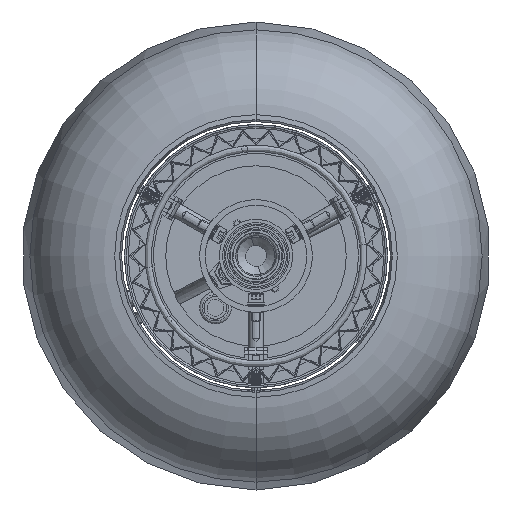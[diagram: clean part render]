
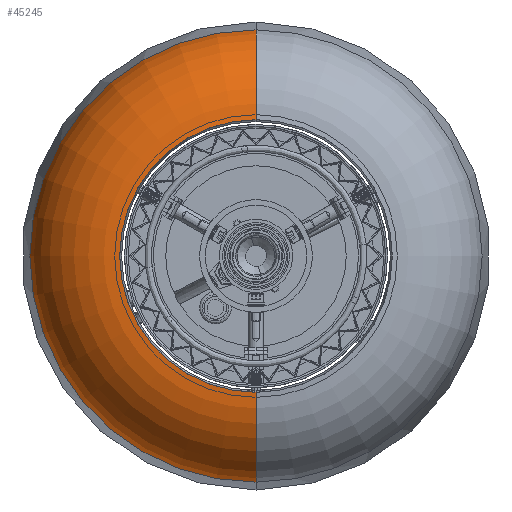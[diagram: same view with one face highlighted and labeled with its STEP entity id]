
A CAD part, front view. The second image highlights one B-rep face of the part: STEP entity #45245.
In plain terms, the highlighted toroidal (fillet/blend) face has major radius 70.976 mm and minor radius 50 mm.
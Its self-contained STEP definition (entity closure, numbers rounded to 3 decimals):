
#1791 = CIRCLE ( 'NONE', #12893, 50. ) ;
#2981 = ORIENTED_EDGE ( 'NONE', *, *, #11165, .F. ) ;
#3118 = DIRECTION ( 'NONE',  ( 0., 0., 1. ) ) ;
#3531 = FACE_OUTER_BOUND ( 'NONE', #37018, .T. ) ;
#4818 = ORIENTED_EDGE ( 'NONE', *, *, #11402, .F. ) ;
#4893 = VERTEX_POINT ( 'NONE', #33327 ) ;
#5598 = CARTESIAN_POINT ( 'NONE',  ( 0., -170.023, -70.976 ) ) ;
#7628 = ORIENTED_EDGE ( 'NONE', *, *, #38485, .T. ) ;
#7956 = DIRECTION ( 'NONE',  ( 0., 0., 1. ) ) ;
#10296 = DIRECTION ( 'NONE',  ( 0., 0., -1. ) ) ;
#11165 = EDGE_CURVE ( 'NONE', #58504, #4893, #1791, .T. ) ;
#11167 = CARTESIAN_POINT ( 'NONE',  ( 0., -178.354, 0. ) ) ;
#11402 = EDGE_CURVE ( 'NONE', #4893, #19165, #53751, .T. ) ;
#11707 = AXIS2_PLACEMENT_3D ( 'NONE', #11167, #43873, #15874 ) ;
#12893 = AXIS2_PLACEMENT_3D ( 'NONE', #5598, #38358, #10296 ) ;
#13992 = CARTESIAN_POINT ( 'NONE',  ( 0., -178.354, 120.277 ) ) ;
#15874 = DIRECTION ( 'NONE',  ( 0., 0., 1. ) ) ;
#16151 = CARTESIAN_POINT ( 'NONE',  ( 0., -220., 72.5 ) ) ;
#18021 = VERTEX_POINT ( 'NONE', #16151 ) ;
#19165 = VERTEX_POINT ( 'NONE', #13992 ) ;
#23123 = DIRECTION ( 'NONE',  ( -1., 0., 0. ) ) ;
#26582 = CARTESIAN_POINT ( 'NONE',  ( 0., -170.023, 0. ) ) ;
#27310 = CARTESIAN_POINT ( 'NONE',  ( 0., -220., -72.5 ) ) ;
#31156 = DIRECTION ( 'NONE',  ( 0., 1., 0. ) ) ;
#31314 = DIRECTION ( 'NONE',  ( 0., 1., 0. ) ) ;
#31386 = TOROIDAL_SURFACE ( 'NONE', #39795, 70.976, 50. ) ;
#33327 = CARTESIAN_POINT ( 'NONE',  ( 0., -178.354, -120.277 ) ) ;
#33659 = AXIS2_PLACEMENT_3D ( 'NONE', #51192, #23123, #55925 ) ;
#37018 = EDGE_LOOP ( 'NONE', ( #2981, #60174, #7628, #4818 ) ) ;
#38358 = DIRECTION ( 'NONE',  ( 1., 0., 0. ) ) ;
#38485 = EDGE_CURVE ( 'NONE', #18021, #19165, #51844, .T. ) ;
#39795 = AXIS2_PLACEMENT_3D ( 'NONE', #26582, #31314, #7956 ) ;
#43873 = DIRECTION ( 'NONE',  ( 0., 1., 0. ) ) ;
#44694 = AXIS2_PLACEMENT_3D ( 'NONE', #59208, #31156, #3118 ) ;
#45245 = ADVANCED_FACE ( 'NONE', ( #3531 ), #31386, .T. ) ;
#46100 = CIRCLE ( 'NONE', #44694, 72.5 ) ;
#51192 = CARTESIAN_POINT ( 'NONE',  ( 0., -170.023, 70.976 ) ) ;
#51844 = CIRCLE ( 'NONE', #33659, 50. ) ;
#53751 = CIRCLE ( 'NONE', #11707, 120.277 ) ;
#53795 = EDGE_CURVE ( 'NONE', #58504, #18021, #46100, .T. ) ;
#55925 = DIRECTION ( 'NONE',  ( 0., 0., 1. ) ) ;
#58504 = VERTEX_POINT ( 'NONE', #27310 ) ;
#59208 = CARTESIAN_POINT ( 'NONE',  ( 0., -220., 0. ) ) ;
#60174 = ORIENTED_EDGE ( 'NONE', *, *, #53795, .T. ) ;
